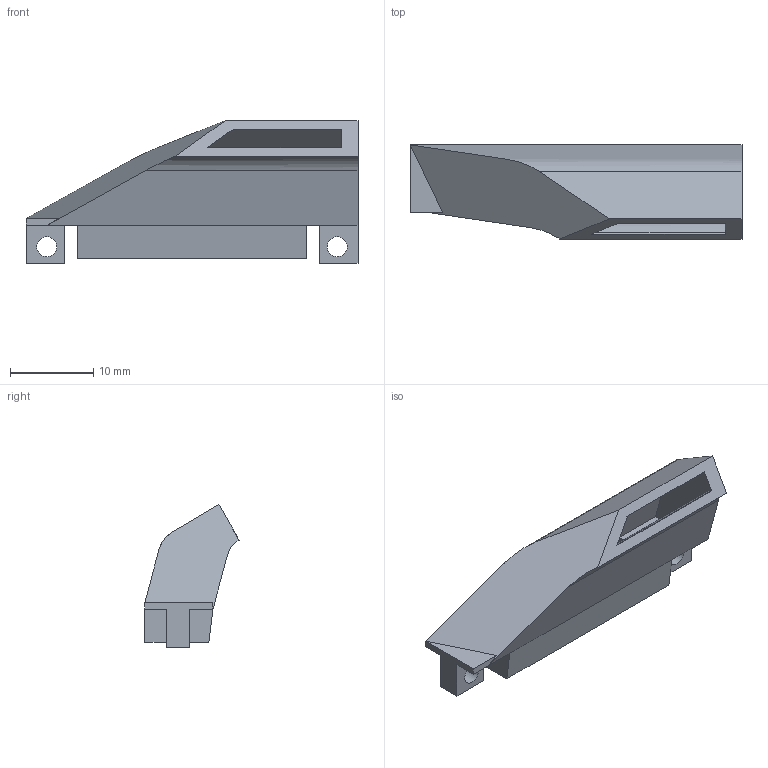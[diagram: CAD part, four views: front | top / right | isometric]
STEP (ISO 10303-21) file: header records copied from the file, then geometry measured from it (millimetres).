
FILE_DESCRIPTION(/* description */ (''),/* implementation_level */ '2;1');
FILE_NAME(/* name */ '1-Cooling fan Ducts v4 Left.step',/* time_stamp */ '2019-04-10T01:03:14-05:00',/* author */ ('Benjamin.dalton'),/* organization */ (''),/* preprocessor_version */ 'ST-DEVELOPER v18',/* originating_system */ 'Autodesk Translation Framework v8.2.0.1029',/* authorisation */ '');
FILE_SCHEMA (('AUTOMOTIVE_DESIGN { 1 0 10303 214 3 1 1 }'));
Length unit declared in the file: millimetre
Products named in the file (1): 1-Cooling fan Ducts v4
Bounding box: 40 x 11.36 x 17.2 mm (x, y, z)
Volume: 1652.6 mm3; surface area: 2725.1 mm2
Topology: 1 solids, 1 shells, 42 faces, 115 edges, 75 vertices
Faces by surface type: plane 36, cylinder 6
Full cylindrical faces by diameter (mm): 2.4 x2
Entity records: 1356 total; most frequent: CARTESIAN_POINT 233, ORIENTED_EDGE 230, DIRECTION 213, EDGE_CURVE 115, LINE 103, VECTOR 103, VERTEX_POINT 75, AXIS2_PLACEMENT_3D 55
